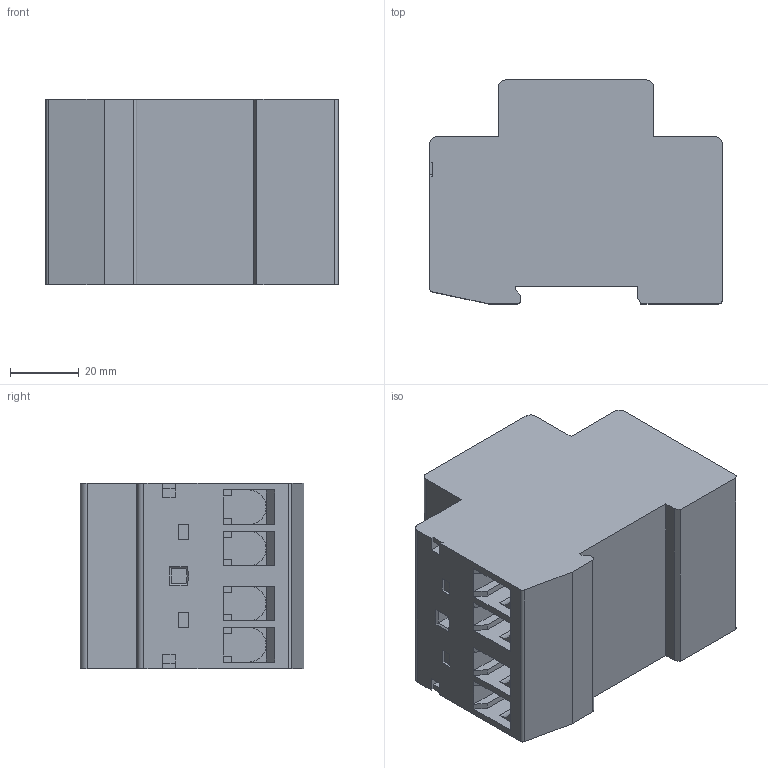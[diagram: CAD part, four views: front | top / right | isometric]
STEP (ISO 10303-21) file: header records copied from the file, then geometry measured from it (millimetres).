
FILE_DESCRIPTION (( 'STEP AP214' ), '1' );
FILE_NAME ('optidin mk63 40-40.STEP', '2013-10-17T12:49:27', ( '1' ), ( 'keaz' ), 'SwSTEP 2.0', 'SolidWorks 2007', '' );
FILE_SCHEMA (( 'AUTOMOTIVE_DESIGN' ));
Length unit declared in the file: millimetre
Products named in the file (5): 妈眚_闷仁.758151.057; ñòåêëûøêî_Ïî óìîë÷àíèþ; optidin mk63 40-40; 鎔艜2; 4õ êîíòàêòîð_Ïî óìîë÷àíèþ
Assembly tree (16 placements, depth 2):
  optidin mk63 40-40
    鎔艜2  x6
    4õ êîíòàêòîð_Ïî óìîë÷àíèþ
    妈眚_闷仁.758151.057  x8
    ñòåêëûøêî_Ïî óìîë÷àíèþ
Bounding box: 85 x 65 x 54 mm (x, y, z)
Volume: 239842.1 mm3; surface area: 37991.4 mm2
Topology: 16 solids, 16 shells, 827 faces, 2100 edges, 1345 vertices
Faces by surface type: plane 626, cylinder 145, torus 56
Entity records: 8670 total; most frequent: CARTESIAN_POINT 1615, DIRECTION 1442, ORIENTED_EDGE 1416, EDGE_CURVE 708, LINE 490, VECTOR 490, AXIS2_PLACEMENT_3D 476, VERTEX_POINT 457
